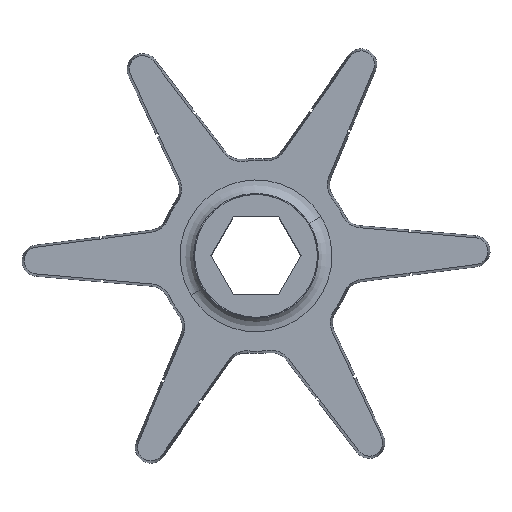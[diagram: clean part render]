
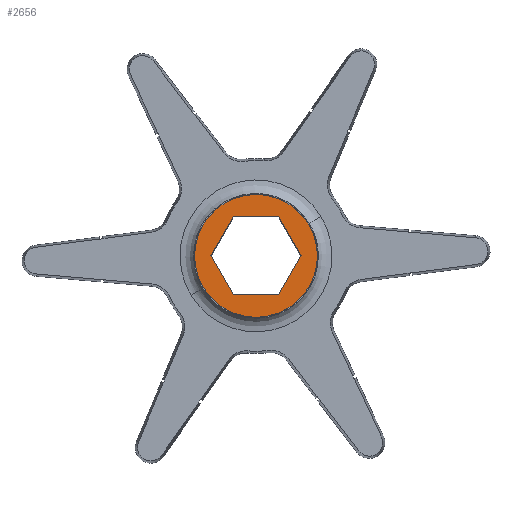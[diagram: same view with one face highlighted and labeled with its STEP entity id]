
A CAD part, top view. The second image highlights one B-rep face of the part: STEP entity #2656.
In plain terms, the highlighted planar face has unit normal (0, 0, 1).
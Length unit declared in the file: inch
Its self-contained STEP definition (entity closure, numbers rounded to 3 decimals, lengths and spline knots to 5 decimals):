
#30 = CARTESIAN_POINT ( 'NONE',  ( -0.28868, 0., 0.5 ) ) ;
#41 = FACE_OUTER_BOUND ( 'NONE', #3528, .T. ) ;
#78 = EDGE_CURVE ( 'NONE', #2773, #1789, #3506, .T. ) ;
#122 = VERTEX_POINT ( 'NONE', #1546 ) ;
#259 = DIRECTION ( 'NONE',  ( 1., 0., 0. ) ) ;
#357 = EDGE_CURVE ( 'NONE', #709, #2253, #3390, .T. ) ;
#570 = DIRECTION ( 'NONE',  ( 1., 0., 0. ) ) ;
#630 = CARTESIAN_POINT ( 'NONE',  ( -0.14434, -0.25, 0.5 ) ) ;
#642 = ORIENTED_EDGE ( 'NONE', *, *, #78, .T. ) ;
#688 = ORIENTED_EDGE ( 'NONE', *, *, #1733, .F. ) ;
#709 = VERTEX_POINT ( 'NONE', #1085 ) ;
#761 = CARTESIAN_POINT ( 'NONE',  ( -0.14434, 0.25, 0.5 ) ) ;
#781 = DIRECTION ( 'NONE',  ( -0.5, -0.866, 0. ) ) ;
#826 = VERTEX_POINT ( 'NONE', #1371 ) ;
#851 = CARTESIAN_POINT ( 'NONE',  ( 0., 0., 0.5 ) ) ;
#911 = CARTESIAN_POINT ( 'NONE',  ( 0.3937, 0., 0.5 ) ) ;
#920 = EDGE_CURVE ( 'NONE', #3031, #709, #1846, .T. ) ;
#966 = LINE ( 'NONE', #1221, #2011 ) ;
#992 = ORIENTED_EDGE ( 'NONE', *, *, #1463, .F. ) ;
#1085 = CARTESIAN_POINT ( 'NONE',  ( -0.14434, 0.25, 0.5 ) ) ;
#1143 = DIRECTION ( 'NONE',  ( 1., 0., 0. ) ) ;
#1164 = DIRECTION ( 'NONE',  ( 0., 0., 1. ) ) ;
#1204 = VECTOR ( 'NONE', #2713, 39.37008 ) ;
#1221 = CARTESIAN_POINT ( 'NONE',  ( 0.14434, -0.25, 0.5 ) ) ;
#1267 = CARTESIAN_POINT ( 'NONE',  ( 0., 0., 0.5 ) ) ;
#1371 = CARTESIAN_POINT ( 'NONE',  ( -0.14434, -0.25, 0.5 ) ) ;
#1463 = EDGE_CURVE ( 'NONE', #2253, #826, #1533, .T. ) ;
#1517 = VECTOR ( 'NONE', #3267, 39.37008 ) ;
#1533 = LINE ( 'NONE', #2151, #1204 ) ;
#1546 = CARTESIAN_POINT ( 'NONE',  ( 0.28868, 0., 0.5 ) ) ;
#1574 = EDGE_LOOP ( 'NONE', ( #2005, #688, #3607, #992, #1803, #2849 ) ) ;
#1581 = EDGE_CURVE ( 'NONE', #1789, #2773, #1881, .T. ) ;
#1589 = CARTESIAN_POINT ( 'NONE',  ( 0.28868, 0., 0.5 ) ) ;
#1599 = EDGE_CURVE ( 'NONE', #826, #2442, #2637, .T. ) ;
#1632 = PLANE ( 'NONE',  #3536 ) ;
#1733 = EDGE_CURVE ( 'NONE', #2442, #122, #966, .T. ) ;
#1746 = CARTESIAN_POINT ( 'NONE',  ( 0., 0., 0.5 ) ) ;
#1780 = EDGE_CURVE ( 'NONE', #122, #3031, #2432, .T. ) ;
#1789 = VERTEX_POINT ( 'NONE', #1994 ) ;
#1803 = ORIENTED_EDGE ( 'NONE', *, *, #357, .F. ) ;
#1846 = LINE ( 'NONE', #2220, #3466 ) ;
#1881 = CIRCLE ( 'NONE', #2626, 0.3937 ) ;
#1994 = CARTESIAN_POINT ( 'NONE',  ( -0.3937, 0., 0.5 ) ) ;
#2005 = ORIENTED_EDGE ( 'NONE', *, *, #1780, .F. ) ;
#2011 = VECTOR ( 'NONE', #3611, 39.37008 ) ;
#2075 = FACE_BOUND ( 'NONE', #1574, .T. ) ;
#2110 = VECTOR ( 'NONE', #781, 39.37008 ) ;
#2139 = DIRECTION ( 'NONE',  ( -1., 0., 0. ) ) ;
#2151 = CARTESIAN_POINT ( 'NONE',  ( -0.28868, 0., 0.5 ) ) ;
#2220 = CARTESIAN_POINT ( 'NONE',  ( 0.14434, 0.25, 0.5 ) ) ;
#2253 = VERTEX_POINT ( 'NONE', #30 ) ;
#2306 = DIRECTION ( 'NONE',  ( 1., 0., 0. ) ) ;
#2432 = LINE ( 'NONE', #1589, #1517 ) ;
#2442 = VERTEX_POINT ( 'NONE', #2730 ) ;
#2626 = AXIS2_PLACEMENT_3D ( 'NONE', #851, #1164, #2306 ) ;
#2637 = LINE ( 'NONE', #630, #2991 ) ;
#2656 = ADVANCED_FACE ( 'NONE', ( #41, #2075 ), #1632, .T. ) ;
#2713 = DIRECTION ( 'NONE',  ( 0.5, -0.866, 0. ) ) ;
#2730 = CARTESIAN_POINT ( 'NONE',  ( 0.14434, -0.25, 0.5 ) ) ;
#2773 = VERTEX_POINT ( 'NONE', #911 ) ;
#2849 = ORIENTED_EDGE ( 'NONE', *, *, #920, .F. ) ;
#2991 = VECTOR ( 'NONE', #1143, 39.37008 ) ;
#3031 = VERTEX_POINT ( 'NONE', #3739 ) ;
#3267 = DIRECTION ( 'NONE',  ( -0.5, 0.866, 0. ) ) ;
#3314 = DIRECTION ( 'NONE',  ( 0., 0., 1. ) ) ;
#3390 = LINE ( 'NONE', #761, #2110 ) ;
#3392 = AXIS2_PLACEMENT_3D ( 'NONE', #1746, #3452, #259 ) ;
#3452 = DIRECTION ( 'NONE',  ( 0., 0., 1. ) ) ;
#3453 = ORIENTED_EDGE ( 'NONE', *, *, #1581, .T. ) ;
#3466 = VECTOR ( 'NONE', #2139, 39.37008 ) ;
#3506 = CIRCLE ( 'NONE', #3392, 0.3937 ) ;
#3528 = EDGE_LOOP ( 'NONE', ( #3453, #642 ) ) ;
#3536 = AXIS2_PLACEMENT_3D ( 'NONE', #1267, #3314, #570 ) ;
#3607 = ORIENTED_EDGE ( 'NONE', *, *, #1599, .F. ) ;
#3611 = DIRECTION ( 'NONE',  ( 0.5, 0.866, 0. ) ) ;
#3739 = CARTESIAN_POINT ( 'NONE',  ( 0.14434, 0.25, 0.5 ) ) ;
